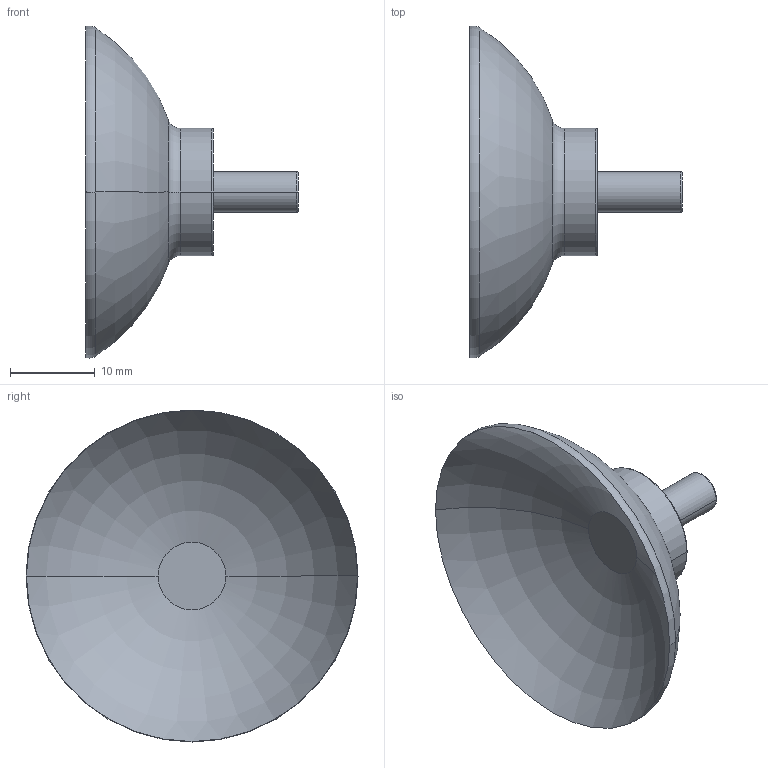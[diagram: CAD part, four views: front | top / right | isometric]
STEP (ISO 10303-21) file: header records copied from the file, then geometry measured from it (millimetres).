
FILE_DESCRIPTION (( 'STEP AP203' ), '1' );
FILE_NAME ('part5-m1_Default_sldprt.STEP', '2018-07-31T07:56:57', ( '' ), ( '' ), 'SwSTEP 2.0', 'SolidWorks 2014', '' );
FILE_SCHEMA (( 'CONFIG_CONTROL_DESIGN' ));
Length unit declared in the file: millimetre
Products named in the file (1): part5-m1_Default_sldprt
Bounding box: 25 x 39.1 x 39.1 mm (x, y, z)
Volume: 2106.9 mm3; surface area: 3960.5 mm2
Topology: 2 solids, 2 shells, 33 faces, 62 edges, 36 vertices
Faces by surface type: torus 16, cylinder 10, plane 7
Entity records: 915 total; most frequent: DIRECTION 182, CARTESIAN_POINT 132, ORIENTED_EDGE 124, AXIS2_PLACEMENT_3D 86, EDGE_CURVE 62, CIRCLE 52, EDGE_LOOP 36, VERTEX_POINT 36
